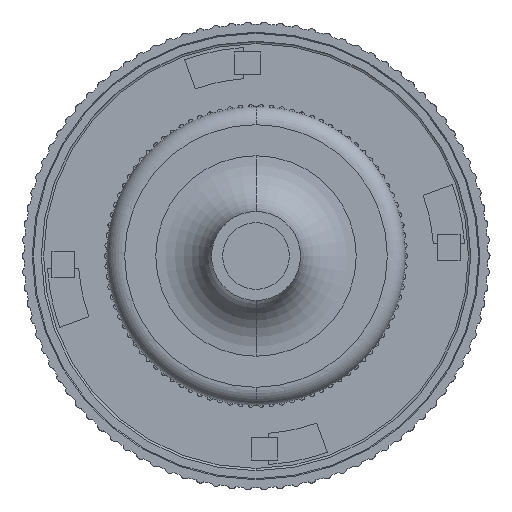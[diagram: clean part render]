
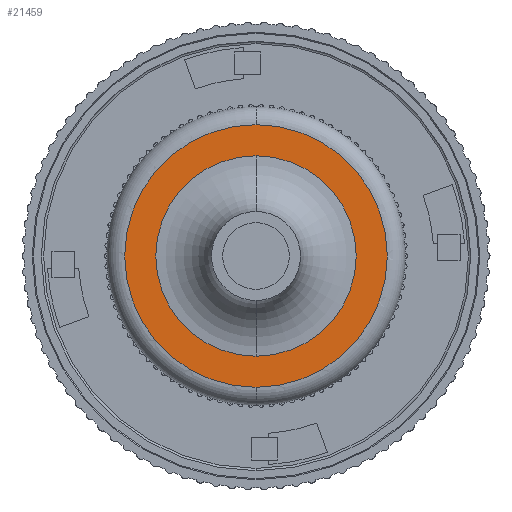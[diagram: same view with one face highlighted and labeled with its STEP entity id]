
A CAD part, front view. The second image highlights one B-rep face of the part: STEP entity #21459.
In plain terms, the highlighted planar face has unit normal (0, -1, 0).
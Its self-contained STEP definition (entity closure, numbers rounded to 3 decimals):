
#150 = DIRECTION ( 'NONE',  ( 0., -1., 0. ) ) ;
#805 = PLANE ( 'NONE',  #19838 ) ;
#1049 = AXIS2_PLACEMENT_3D ( 'NONE', #18888, #3644, #10436 ) ;
#1131 = CIRCLE ( 'NONE', #13560, 29.5 ) ;
#1720 = VERTEX_POINT ( 'NONE', #17497 ) ;
#2074 = AXIS2_PLACEMENT_3D ( 'NONE', #7442, #14233, #21012 ) ;
#3518 = DIRECTION ( 'NONE',  ( 0., -1., 0. ) ) ;
#3644 = DIRECTION ( 'NONE',  ( 0., -1., 0. ) ) ;
#4125 = CIRCLE ( 'NONE', #16558, 22.5 ) ;
#4538 = CARTESIAN_POINT ( 'NONE',  ( 0., -22.5, -22.5 ) ) ;
#5830 = ORIENTED_EDGE ( 'NONE', *, *, #9762, .F. ) ;
#5984 = EDGE_CURVE ( 'NONE', #1720, #14216, #1131, .T. ) ;
#6948 = DIRECTION ( 'NONE',  ( 0., 0., -1. ) ) ;
#7088 = VERTEX_POINT ( 'NONE', #21182 ) ;
#7442 = CARTESIAN_POINT ( 'NONE',  ( 0., -22.5, 0. ) ) ;
#7601 = CARTESIAN_POINT ( 'NONE',  ( -29.5, -22.5, 0. ) ) ;
#7724 = EDGE_LOOP ( 'NONE', ( #5830, #16477 ) ) ;
#9271 = FACE_BOUND ( 'NONE', #7724, .T. ) ;
#9762 = EDGE_CURVE ( 'NONE', #10298, #7088, #4125, .T. ) ;
#10298 = VERTEX_POINT ( 'NONE', #4538 ) ;
#10320 = DIRECTION ( 'NONE',  ( 0., 0., -1. ) ) ;
#10436 = DIRECTION ( 'NONE',  ( 0., 0., -1. ) ) ;
#10472 = ORIENTED_EDGE ( 'NONE', *, *, #5984, .T. ) ;
#10639 = CIRCLE ( 'NONE', #1049, 29.5 ) ;
#11680 = CIRCLE ( 'NONE', #2074, 22.5 ) ;
#13002 = EDGE_LOOP ( 'NONE', ( #10472, #13924 ) ) ;
#13448 = EDGE_CURVE ( 'NONE', #14216, #1720, #10639, .T. ) ;
#13560 = AXIS2_PLACEMENT_3D ( 'NONE', #18759, #3518, #10320 ) ;
#13924 = ORIENTED_EDGE ( 'NONE', *, *, #13448, .T. ) ;
#14216 = VERTEX_POINT ( 'NONE', #17940 ) ;
#14233 = DIRECTION ( 'NONE',  ( 0., -1., 0. ) ) ;
#14372 = DIRECTION ( 'NONE',  ( 0., 1., 0. ) ) ;
#15416 = CARTESIAN_POINT ( 'NONE',  ( 0., -22.5, 0. ) ) ;
#16051 = FACE_OUTER_BOUND ( 'NONE', #13002, .T. ) ;
#16477 = ORIENTED_EDGE ( 'NONE', *, *, #17410, .F. ) ;
#16558 = AXIS2_PLACEMENT_3D ( 'NONE', #15416, #150, #6948 ) ;
#17410 = EDGE_CURVE ( 'NONE', #7088, #10298, #11680, .T. ) ;
#17497 = CARTESIAN_POINT ( 'NONE',  ( 0., -22.5, -29.5 ) ) ;
#17940 = CARTESIAN_POINT ( 'NONE',  ( 0., -22.5, 29.5 ) ) ;
#18759 = CARTESIAN_POINT ( 'NONE',  ( 0., -22.5, 0. ) ) ;
#18888 = CARTESIAN_POINT ( 'NONE',  ( 0., -22.5, 0. ) ) ;
#19838 = AXIS2_PLACEMENT_3D ( 'NONE', #7601, #14372, #21147 ) ;
#21012 = DIRECTION ( 'NONE',  ( 0., 0., -1. ) ) ;
#21147 = DIRECTION ( 'NONE',  ( 0., 0., 1. ) ) ;
#21182 = CARTESIAN_POINT ( 'NONE',  ( 0., -22.5, 22.5 ) ) ;
#21459 = ADVANCED_FACE ( 'NONE', ( #9271, #16051 ), #805, .F. ) ;
